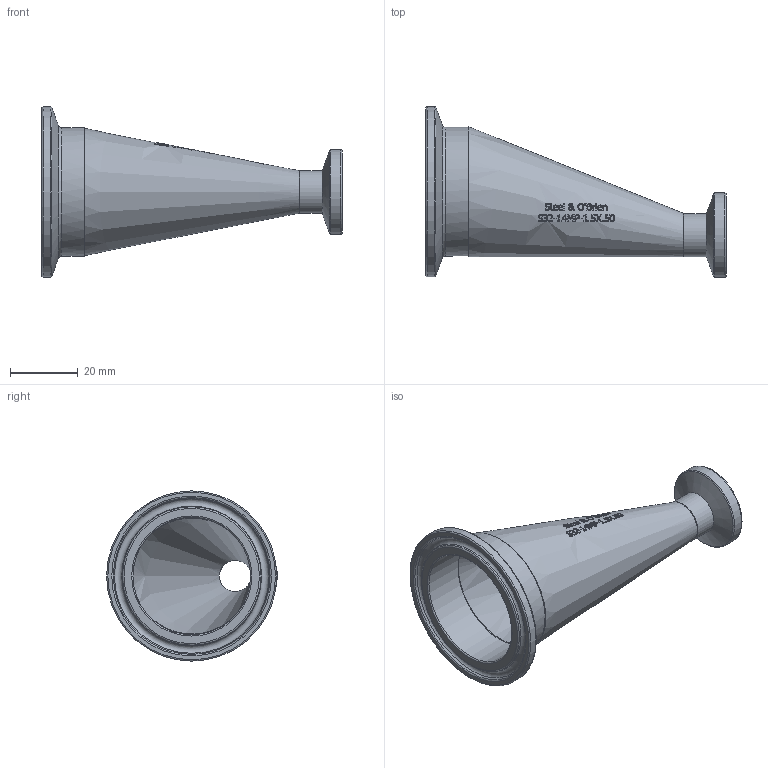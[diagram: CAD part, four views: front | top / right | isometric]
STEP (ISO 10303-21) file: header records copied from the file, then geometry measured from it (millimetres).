
FILE_DESCRIPTION(/* description */ (''),/* implementation_level */ '2;1');
FILE_NAME(/* name */ 'S32-14MP-15X.50.stp',/* time_stamp */ '2018-11-27T13:06:54-05:00',/* author */ ('rick'),/* organization */ (''),/* preprocessor_version */ 'ST-DEVELOPER v15.2',/* originating_system */ 'Autodesk Inventor 2014',/* authorisation */ '');
FILE_SCHEMA (('AUTOMOTIVE_DESIGN { 1 0 10303 214 3 1 1 }'));
Length unit declared in the file: inch
Products named in the file (1): S32-14MP-15X.50
Bounding box: 88.9 x 50.57 x 50.39 mm (x, y, z)
Volume: 15335.6 mm3; surface area: 16534.9 mm2
Topology: 1 solids, 1 shells, 489 faces, 1300 edges, 858 vertices
Faces by surface type: bspline 213, plane 207, cone 48, torus 14, cylinder 7
Full cylindrical faces by diameter (mm): 9.398 x1, 12.7 x1, 21.895 x1, 24.994 x1, 34.798 x1, 38.1 x1, 50.394 x1
Entity records: 18787 total; most frequent: CARTESIAN_POINT 8328, ORIENTED_EDGE 2536, DIRECTION 1494, EDGE_CURVE 1268, VERTEX_POINT 854, EDGE_LOOP 564, AXIS2_PLACEMENT_3D 527, ADVANCED_FACE 489
